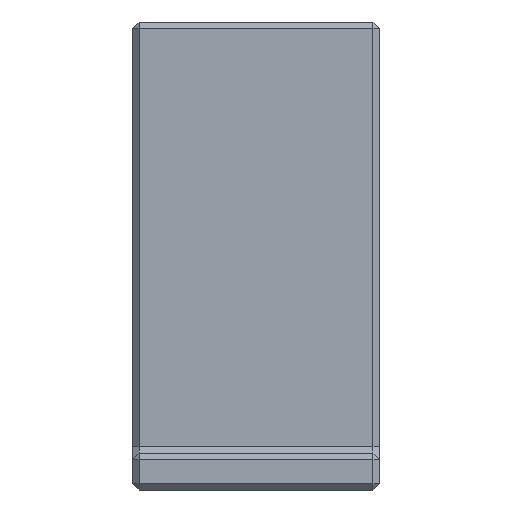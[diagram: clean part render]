
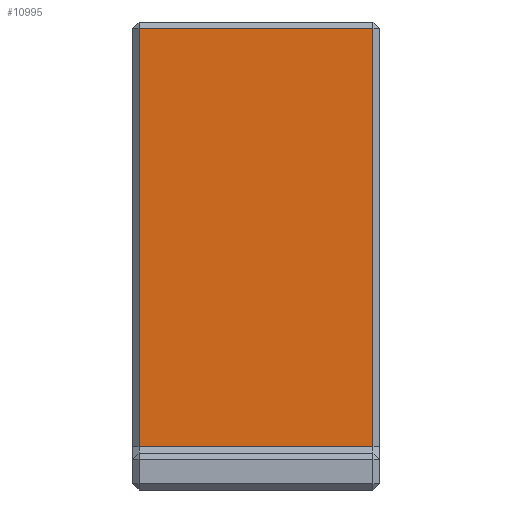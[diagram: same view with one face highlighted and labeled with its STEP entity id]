
A CAD part, front view. The second image highlights one B-rep face of the part: STEP entity #10995.
In plain terms, the highlighted planar face has unit normal (0, -1, 0).
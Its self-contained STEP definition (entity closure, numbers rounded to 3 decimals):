
#567 = PLANE('',#568);
#568 = AXIS2_PLACEMENT_3D('',#569,#570,#571);
#569 = CARTESIAN_POINT('',(0.,99.75,-34.75));
#570 = DIRECTION('',(0.,0.707,-0.707)
  );
#571 = DIRECTION('',(-1.,0.,0.));
#795 = PLANE('',#796);
#796 = AXIS2_PLACEMENT_3D('',#797,#798,#799);
#797 = CARTESIAN_POINT('',(0.25,100.25,0.));
#798 = DIRECTION('',(-0.707,-0.707,0.
    ));
#799 = DIRECTION('',(0.,0.,-1.));
#1019 = PLANE('',#1020);
#1020 = AXIS2_PLACEMENT_3D('',#1021,#1022,#1023);
#1021 = CARTESIAN_POINT('',(19.75,100.25,0.));
#1022 = DIRECTION('',(0.707,-0.707,0.)
  );
#1023 = DIRECTION('',(0.,0.,1.));
#4629 = VERTEX_POINT('',#4630);
#4630 = CARTESIAN_POINT('',(19.5,100.,-34.5));
#4651 = EDGE_CURVE('',#4652,#4629,#4654,.T.);
#4652 = VERTEX_POINT('',#4653);
#4653 = CARTESIAN_POINT('',(0.5,100.,-34.5));
#4654 = SURFACE_CURVE('',#4655,(#4659,#4666),.PCURVE_S1.);
#4655 = LINE('',#4656,#4657);
#4656 = CARTESIAN_POINT('',(0.,100.,-34.5));
#4657 = VECTOR('',#4658,1.);
#4658 = DIRECTION('',(1.,0.,0.));
#4659 = PCURVE('',#567,#4660);
#4660 = DEFINITIONAL_REPRESENTATION('',(#4661),#4665);
#4661 = LINE('',#4662,#4663);
#4662 = CARTESIAN_POINT('',(-0.,0.354));
#4663 = VECTOR('',#4664,1.);
#4664 = DIRECTION('',(-1.,0.));
#4665 = ( GEOMETRIC_REPRESENTATION_CONTEXT(2) 
PARAMETRIC_REPRESENTATION_CONTEXT() REPRESENTATION_CONTEXT('2D SPACE',''
  ) );
#4666 = PCURVE('',#4667,#4672);
#4667 = PLANE('',#4668);
#4668 = AXIS2_PLACEMENT_3D('',#4669,#4670,#4671);
#4669 = CARTESIAN_POINT('',(0.,100.,0.));
#4670 = DIRECTION('',(0.,-1.,0.));
#4671 = DIRECTION('',(1.,0.,0.));
#4672 = DEFINITIONAL_REPRESENTATION('',(#4673),#4677);
#4673 = LINE('',#4674,#4675);
#4674 = CARTESIAN_POINT('',(0.,-34.5));
#4675 = VECTOR('',#4676,1.);
#4676 = DIRECTION('',(1.,0.));
#4677 = ( GEOMETRIC_REPRESENTATION_CONTEXT(2) 
PARAMETRIC_REPRESENTATION_CONTEXT() REPRESENTATION_CONTEXT('2D SPACE',''
  ) );
#5044 = VERTEX_POINT('',#5045);
#5045 = CARTESIAN_POINT('',(0.5,100.,-0.5));
#5073 = EDGE_CURVE('',#5044,#4652,#5074,.T.);
#5074 = SURFACE_CURVE('',#5075,(#5079,#5086),.PCURVE_S1.);
#5075 = LINE('',#5076,#5077);
#5076 = CARTESIAN_POINT('',(0.5,100.,0.));
#5077 = VECTOR('',#5078,1.);
#5078 = DIRECTION('',(-0.,-0.,-1.));
#5079 = PCURVE('',#795,#5080);
#5080 = DEFINITIONAL_REPRESENTATION('',(#5081),#5085);
#5081 = LINE('',#5082,#5083);
#5082 = CARTESIAN_POINT('',(0.,0.354));
#5083 = VECTOR('',#5084,1.);
#5084 = DIRECTION('',(1.,0.));
#5085 = ( GEOMETRIC_REPRESENTATION_CONTEXT(2) 
PARAMETRIC_REPRESENTATION_CONTEXT() REPRESENTATION_CONTEXT('2D SPACE',''
  ) );
#5086 = PCURVE('',#4667,#5087);
#5087 = DEFINITIONAL_REPRESENTATION('',(#5088),#5092);
#5088 = LINE('',#5089,#5090);
#5089 = CARTESIAN_POINT('',(0.5,0.));
#5090 = VECTOR('',#5091,1.);
#5091 = DIRECTION('',(0.,-1.));
#5092 = ( GEOMETRIC_REPRESENTATION_CONTEXT(2) 
PARAMETRIC_REPRESENTATION_CONTEXT() REPRESENTATION_CONTEXT('2D SPACE',''
  ) );
#5310 = EDGE_CURVE('',#5311,#4629,#5313,.T.);
#5311 = VERTEX_POINT('',#5312);
#5312 = CARTESIAN_POINT('',(19.5,100.,-0.5));
#5313 = SURFACE_CURVE('',#5314,(#5318,#5325),.PCURVE_S1.);
#5314 = LINE('',#5315,#5316);
#5315 = CARTESIAN_POINT('',(19.5,100.,0.));
#5316 = VECTOR('',#5317,1.);
#5317 = DIRECTION('',(-0.,-0.,-1.));
#5318 = PCURVE('',#1019,#5319);
#5319 = DEFINITIONAL_REPRESENTATION('',(#5320),#5324);
#5320 = LINE('',#5321,#5322);
#5321 = CARTESIAN_POINT('',(-0.,0.354));
#5322 = VECTOR('',#5323,1.);
#5323 = DIRECTION('',(-1.,0.));
#5324 = ( GEOMETRIC_REPRESENTATION_CONTEXT(2) 
PARAMETRIC_REPRESENTATION_CONTEXT() REPRESENTATION_CONTEXT('2D SPACE',''
  ) );
#5325 = PCURVE('',#4667,#5326);
#5326 = DEFINITIONAL_REPRESENTATION('',(#5327),#5331);
#5327 = LINE('',#5328,#5329);
#5328 = CARTESIAN_POINT('',(19.5,0.));
#5329 = VECTOR('',#5330,1.);
#5330 = DIRECTION('',(0.,-1.));
#5331 = ( GEOMETRIC_REPRESENTATION_CONTEXT(2) 
PARAMETRIC_REPRESENTATION_CONTEXT() REPRESENTATION_CONTEXT('2D SPACE',''
  ) );
#10995 = ADVANCED_FACE('',(#10996),#4667,.T.);
#10996 = FACE_BOUND('',#10997,.T.);
#10997 = EDGE_LOOP('',(#10998,#10999,#11000,#11026));
#10998 = ORIENTED_EDGE('',*,*,#4651,.T.);
#10999 = ORIENTED_EDGE('',*,*,#5310,.F.);
#11000 = ORIENTED_EDGE('',*,*,#11001,.F.);
#11001 = EDGE_CURVE('',#5044,#5311,#11002,.T.);
#11002 = SURFACE_CURVE('',#11003,(#11007,#11014),.PCURVE_S1.);
#11003 = LINE('',#11004,#11005);
#11004 = CARTESIAN_POINT('',(0.,100.,-0.5));
#11005 = VECTOR('',#11006,1.);
#11006 = DIRECTION('',(1.,0.,0.));
#11007 = PCURVE('',#4667,#11008);
#11008 = DEFINITIONAL_REPRESENTATION('',(#11009),#11013);
#11009 = LINE('',#11010,#11011);
#11010 = CARTESIAN_POINT('',(0.,-0.5));
#11011 = VECTOR('',#11012,1.);
#11012 = DIRECTION('',(1.,0.));
#11013 = ( GEOMETRIC_REPRESENTATION_CONTEXT(2) 
PARAMETRIC_REPRESENTATION_CONTEXT() REPRESENTATION_CONTEXT('2D SPACE',''
  ) );
#11014 = PCURVE('',#11015,#11020);
#11015 = PLANE('',#11016);
#11016 = AXIS2_PLACEMENT_3D('',#11017,#11018,#11019);
#11017 = CARTESIAN_POINT('',(0.,100.25,-0.25));
#11018 = DIRECTION('',(0.,-0.707,0.707
    ));
#11019 = DIRECTION('',(1.,0.,0.));
#11020 = DEFINITIONAL_REPRESENTATION('',(#11021),#11025);
#11021 = LINE('',#11022,#11023);
#11022 = CARTESIAN_POINT('',(0.,-0.354));
#11023 = VECTOR('',#11024,1.);
#11024 = DIRECTION('',(1.,0.));
#11025 = ( GEOMETRIC_REPRESENTATION_CONTEXT(2) 
PARAMETRIC_REPRESENTATION_CONTEXT() REPRESENTATION_CONTEXT('2D SPACE',''
  ) );
#11026 = ORIENTED_EDGE('',*,*,#5073,.T.);
